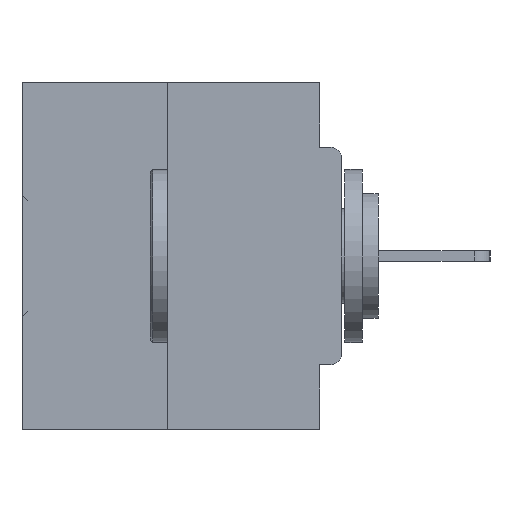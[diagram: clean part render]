
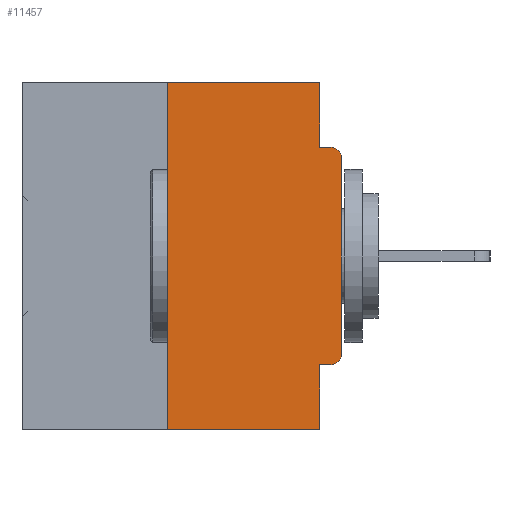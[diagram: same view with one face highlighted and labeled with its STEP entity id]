
A CAD part, left-side view. The second image highlights one B-rep face of the part: STEP entity #11457.
In plain terms, the highlighted planar face has unit normal (-1, 0, 0).
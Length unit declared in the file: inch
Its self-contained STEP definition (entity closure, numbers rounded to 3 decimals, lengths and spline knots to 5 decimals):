
#86 = AXIS2_PLACEMENT_3D ( 'NONE', #25710, #6656, #28819 ) ;
#147 = EDGE_CURVE ( 'NONE', #23738, #29495, #11722, .T. ) ;
#1370 = CARTESIAN_POINT ( 'NONE',  ( 0., 0.46, -0.5 ) ) ;
#1510 = VECTOR ( 'NONE', #39672, 39.37008 ) ;
#1680 = CARTESIAN_POINT ( 'NONE',  ( 0., 0., -0.1085 ) ) ;
#1821 = EDGE_CURVE ( 'NONE', #25082, #23738, #13582, .T. ) ;
#2693 = CARTESIAN_POINT ( 'NONE',  ( 0., 0.015, -0.1085 ) ) ;
#3471 = CARTESIAN_POINT ( 'NONE',  ( 0., 0.25, 0. ) ) ;
#3885 = CARTESIAN_POINT ( 'NONE',  ( 0., 0., -0.0935 ) ) ;
#4022 = AXIS2_PLACEMENT_3D ( 'NONE', #29513, #10585, #32638 ) ;
#4365 = LINE ( 'NONE', #1370, #12866 ) ;
#4802 = VECTOR ( 'NONE', #22626, 39.37008 ) ;
#5182 = ORIENTED_EDGE ( 'NONE', *, *, #40079, .F. ) ;
#5284 = VERTEX_POINT ( 'NONE', #8144 ) ;
#5691 = CARTESIAN_POINT ( 'NONE',  ( 0., 0.031, -0.5 ) ) ;
#6656 = DIRECTION ( 'NONE',  ( 1., 0., 0. ) ) ;
#7520 = CARTESIAN_POINT ( 'NONE',  ( 0., 0.25, -0.5 ) ) ;
#7552 = VERTEX_POINT ( 'NONE', #5691 ) ;
#7867 = EDGE_CURVE ( 'NONE', #10216, #25082, #11553, .T. ) ;
#8144 = CARTESIAN_POINT ( 'NONE',  ( 0., 0.031, -0.4065 ) ) ;
#8181 = ORIENTED_EDGE ( 'NONE', *, *, #1821, .T. ) ;
#10216 = VERTEX_POINT ( 'NONE', #22508 ) ;
#10534 = AXIS2_PLACEMENT_3D ( 'NONE', #2693, #26445, #39785 ) ;
#10570 = CARTESIAN_POINT ( 'NONE',  ( 0., 0.031, 0. ) ) ;
#10585 = DIRECTION ( 'NONE',  ( -1., 0., 0. ) ) ;
#10611 = DIRECTION ( 'NONE',  ( 0., 1., 0. ) ) ;
#10986 = EDGE_CURVE ( 'NONE', #10216, #5284, #32482, .T. ) ;
#11196 = ORIENTED_EDGE ( 'NONE', *, *, #21379, .F. ) ;
#11457 = ADVANCED_FACE ( 'NONE', ( #21960 ), #25580, .F. ) ;
#11553 = CIRCLE ( 'NONE', #4022, 0.015 ) ;
#11662 = ORIENTED_EDGE ( 'NONE', *, *, #26392, .T. ) ;
#11722 = CIRCLE ( 'NONE', #10534, 0.015 ) ;
#12866 = VECTOR ( 'NONE', #33081, 39.37008 ) ;
#13300 = LINE ( 'NONE', #3471, #4802 ) ;
#13582 = LINE ( 'NONE', #31555, #39661 ) ;
#13604 = CARTESIAN_POINT ( 'NONE',  ( 0., 0.031, -0.0935 ) ) ;
#14917 = EDGE_CURVE ( 'NONE', #31701, #36924, #39817, .T. ) ;
#14975 = EDGE_LOOP ( 'NONE', ( #24613, #27527, #11662, #5182, #38785, #23176, #8181, #25113, #11196, #36362 ) ) ;
#15749 = VECTOR ( 'NONE', #19851, 39.37008 ) ;
#15774 = VECTOR ( 'NONE', #10611, 39.37008 ) ;
#17386 = VECTOR ( 'NONE', #35802, 39.37008 ) ;
#17557 = LINE ( 'NONE', #36539, #1510 ) ;
#18904 = VERTEX_POINT ( 'NONE', #13604 ) ;
#19851 = DIRECTION ( 'NONE',  ( 0., -1., 0. ) ) ;
#20172 = LINE ( 'NONE', #3885, #29490 ) ;
#21379 = EDGE_CURVE ( 'NONE', #18904, #29495, #20172, .T. ) ;
#21960 = FACE_OUTER_BOUND ( 'NONE', #14975, .T. ) ;
#22508 = CARTESIAN_POINT ( 'NONE',  ( 0., 0.015, -0.4065 ) ) ;
#22626 = DIRECTION ( 'NONE',  ( 0., 0., 1. ) ) ;
#23176 = ORIENTED_EDGE ( 'NONE', *, *, #7867, .T. ) ;
#23738 = VERTEX_POINT ( 'NONE', #1680 ) ;
#24613 = ORIENTED_EDGE ( 'NONE', *, *, #14917, .F. ) ;
#25082 = VERTEX_POINT ( 'NONE', #30798 ) ;
#25113 = ORIENTED_EDGE ( 'NONE', *, *, #147, .T. ) ;
#25580 = PLANE ( 'NONE',  #86 ) ;
#25710 = CARTESIAN_POINT ( 'NONE',  ( 0., 0.46, 0. ) ) ;
#26153 = DIRECTION ( 'NONE',  ( 0., -1., 0. ) ) ;
#26191 = CARTESIAN_POINT ( 'NONE',  ( 0., 0.46, 0. ) ) ;
#26392 = EDGE_CURVE ( 'NONE', #28599, #7552, #4365, .T. ) ;
#26445 = DIRECTION ( 'NONE',  ( -1., 0., 0. ) ) ;
#27527 = ORIENTED_EDGE ( 'NONE', *, *, #37026, .F. ) ;
#27828 = CARTESIAN_POINT ( 'NONE',  ( 0., 0.015, -0.0935 ) ) ;
#28599 = VERTEX_POINT ( 'NONE', #7520 ) ;
#28819 = DIRECTION ( 'NONE',  ( 0., 0., -1. ) ) ;
#29490 = VECTOR ( 'NONE', #26153, 39.37008 ) ;
#29495 = VERTEX_POINT ( 'NONE', #27828 ) ;
#29513 = CARTESIAN_POINT ( 'NONE',  ( 0., 0.015, -0.3915 ) ) ;
#29537 = CARTESIAN_POINT ( 'NONE',  ( 0., 0., -0.4065 ) ) ;
#30798 = CARTESIAN_POINT ( 'NONE',  ( 0., 0., -0.3915 ) ) ;
#30976 = DIRECTION ( 'NONE',  ( 0., 0., 1. ) ) ;
#31555 = CARTESIAN_POINT ( 'NONE',  ( 0., 0., 0. ) ) ;
#31701 = VERTEX_POINT ( 'NONE', #32280 ) ;
#32280 = CARTESIAN_POINT ( 'NONE',  ( 0., 0.25, 0. ) ) ;
#32482 = LINE ( 'NONE', #29537, #15774 ) ;
#32638 = DIRECTION ( 'NONE',  ( 0., 0., -1. ) ) ;
#33081 = DIRECTION ( 'NONE',  ( 0., -1., 0. ) ) ;
#34615 = CARTESIAN_POINT ( 'NONE',  ( 0., 0.031, 0. ) ) ;
#35025 = LINE ( 'NONE', #10570, #17386 ) ;
#35802 = DIRECTION ( 'NONE',  ( 0., 0., -1. ) ) ;
#36362 = ORIENTED_EDGE ( 'NONE', *, *, #36502, .F. ) ;
#36502 = EDGE_CURVE ( 'NONE', #36924, #18904, #35025, .T. ) ;
#36539 = CARTESIAN_POINT ( 'NONE',  ( 0., 0.031, -0.5 ) ) ;
#36924 = VERTEX_POINT ( 'NONE', #34615 ) ;
#37026 = EDGE_CURVE ( 'NONE', #28599, #31701, #13300, .T. ) ;
#38785 = ORIENTED_EDGE ( 'NONE', *, *, #10986, .F. ) ;
#39661 = VECTOR ( 'NONE', #30976, 39.37008 ) ;
#39672 = DIRECTION ( 'NONE',  ( 0., 0., -1. ) ) ;
#39785 = DIRECTION ( 'NONE',  ( 0., 0., -1. ) ) ;
#39817 = LINE ( 'NONE', #26191, #15749 ) ;
#40079 = EDGE_CURVE ( 'NONE', #5284, #7552, #17557, .T. ) ;
